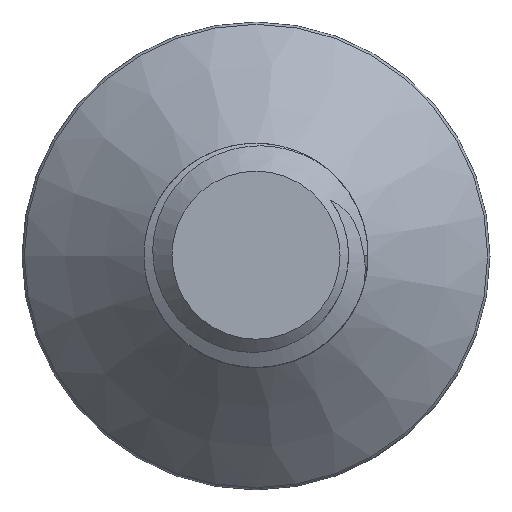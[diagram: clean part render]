
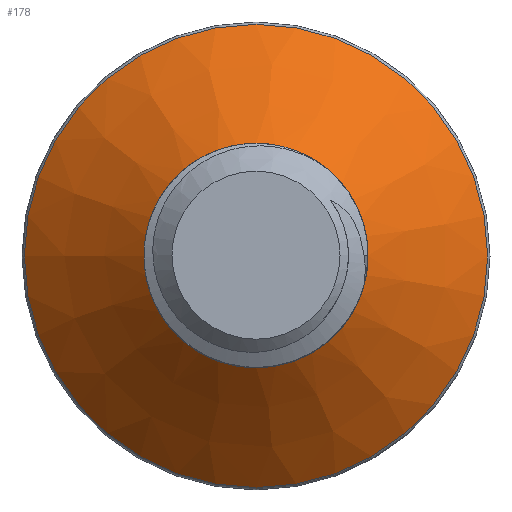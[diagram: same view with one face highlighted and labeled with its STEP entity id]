
A CAD part, top view. The second image highlights one B-rep face of the part: STEP entity #178.
In plain terms, the highlighted conical face has half-angle 46 degrees and reference radius 0 mm.
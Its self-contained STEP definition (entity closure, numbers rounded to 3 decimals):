
#170=CONICAL_SURFACE('',#662,0.,46.);
#178=ADVANCED_FACE('MATE3',(#290,#291),#170,.T.);
#290=FACE_BOUND('',#302,.T.);
#291=FACE_BOUND('',#303,.T.);
#302=EDGE_LOOP('',(#361));
#303=EDGE_LOOP('',(#362));
#361=ORIENTED_EDGE('',*,*,#578,.T.);
#362=ORIENTED_EDGE('',*,*,#579,.F.);
#523=VERTEX_POINT('',#862);
#524=VERTEX_POINT('',#864);
#578=EDGE_CURVE('',#523,#523,#643,.T.);
#579=EDGE_CURVE('',#524,#524,#644,.T.);
#643=CIRCLE('',#660,2.972);
#644=CIRCLE('',#661,1.437);
#660=AXIS2_PLACEMENT_3D('',#861,#728,#729);
#661=AXIS2_PLACEMENT_3D('',#863,#730,#731);
#662=AXIS2_PLACEMENT_3D('',#865,#732,#733);
#728=DIRECTION('',(0.,0.,1.));
#729=DIRECTION('',(1.,0.,0.));
#730=DIRECTION('',(0.,0.,1.));
#731=DIRECTION('',(-1.,0.,0.));
#732=DIRECTION('',(0.,0.,-1.));
#733=DIRECTION('',(-1.,0.,0.));
#861=CARTESIAN_POINT('',(0.,0.,0.172));
#862=CARTESIAN_POINT('',(2.972,0.,0.172));
#863=CARTESIAN_POINT('',(0.,0.,1.654));
#864=CARTESIAN_POINT('',(-1.437,0.,1.654));
#865=CARTESIAN_POINT('',(0.,0.,3.042));
